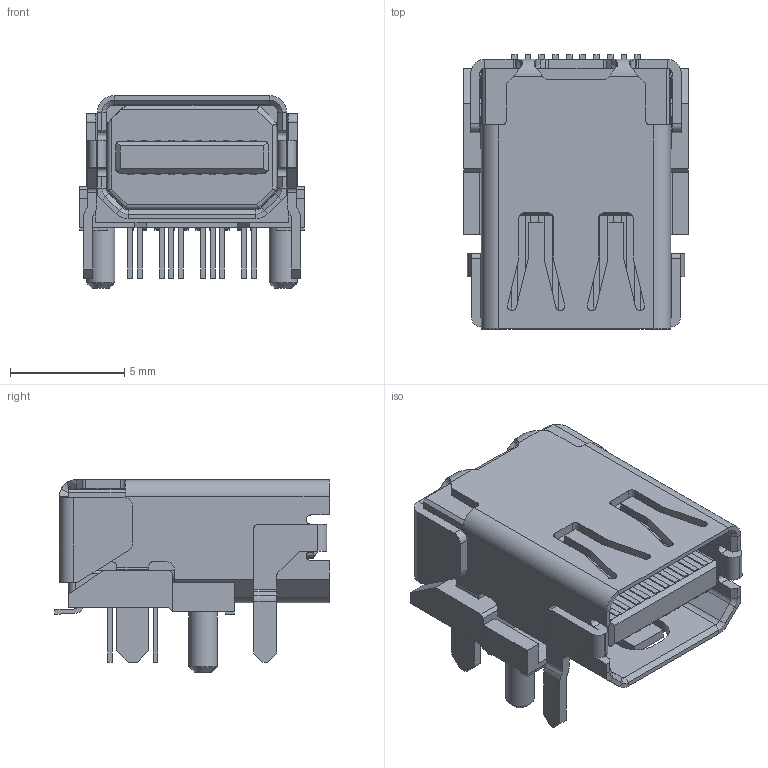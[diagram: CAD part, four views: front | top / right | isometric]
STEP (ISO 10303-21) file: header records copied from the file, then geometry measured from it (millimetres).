
FILE_DESCRIPTION(/* description */ (''),/* implementation_level */ '2;1');
FILE_NAME(/* name */ 'JAE_DP3AR020SU32JQ1R400.stp',/* time_stamp */ '2015-02-26T08:46:48+01:00',/* author */ ('admchouv'),/* organization */ (''),/* preprocessor_version */ 'ST-DEVELOPER v15.5',/* originating_system */ 'AutoCAD Mechanical',/* authorisation */ '');
FILE_SCHEMA (('AUTOMOTIVE_DESIGN { 1 0 10303 214 3 1 1 }'));
Length unit declared in the file: millimetre
Products named in the file (1): Product
Bounding box: 9.85 x 12.02 x 8.45 mm (x, y, z)
Volume: 423 mm3; surface area: 1301.7 mm2
Topology: 52 solids, 52 shells, 672 faces, 1666 edges, 1094 vertices
Faces by surface type: plane 508, cylinder 139, bspline 15, cone 10
Full cylindrical faces by diameter (mm): 1.25 x2
Entity records: 20225 total; most frequent: CARTESIAN_POINT 4109, ORIENTED_EDGE 3324, DIRECTION 3199, EDGE_CURVE 1662, LINE 1333, VECTOR 1333, VERTEX_POINT 1094, AXIS2_PLACEMENT_3D 933
